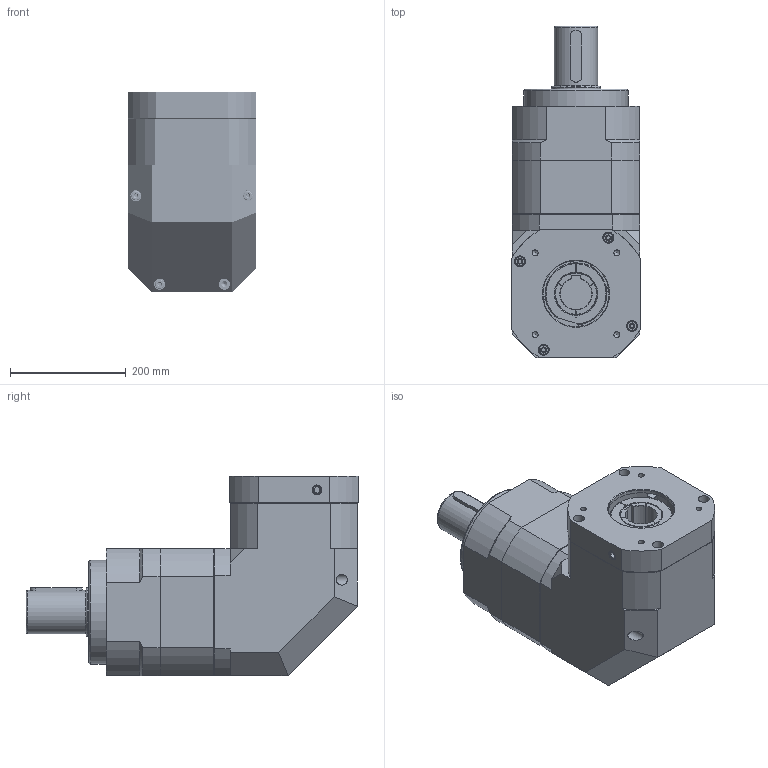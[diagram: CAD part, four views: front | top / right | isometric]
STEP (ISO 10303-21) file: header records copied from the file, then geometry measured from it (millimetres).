
FILE_DESCRIPTION((''),'2;1');
FILE_NAME('KSEL-220A-2.stp','2014-04-21T14:53:54',('young'),(''),'Autodesk Inventor 2012','Autodesk Inventor 2012','');
FILE_SCHEMA(('AUTOMOTIVE_DESIGN { 1 0 10303 214 1 1 1 1 }'));
Length unit declared in the file: millimetre
Products named in the file (3): KSEL-220A-2; 220A-2-Angle; KSE-220-1-Body
Assembly tree (2 placements, depth 2):
  KSEL-220A-2
    220A-2-Angle
    KSE-220-1-Body
Bounding box: 222 x 574.6 x 345 mm (x, y, z)
Volume: 15916549.6 mm3; surface area: 1231948 mm2
Topology: 19 solids, 19 shells, 789 faces, 2362 edges, 1658 vertices
Faces by surface type: plane 337, cylinder 311, cone 97, bspline 27, torus 17
Full cylindrical faces by diameter (mm): 7 x4, 8.6 x1, 10 x154, 10.2 x12, 11 x1, 12 x25, 13 x12, 13.835 x1, 14 x4, 14.275 x2, 14.5 x2, 16 x4, 18 x5, 19 x8, 60 x1, 66 x1, 70 x1, 72 x1, 72.2 x1, 74.8 x1, 75 x1, 85 x1, 88 x1, 90 x3, 104.992 x1, 114.3 x1, 142 x2, 155 x1, 179.34 x1, 180 x2
Entity records: 60796 total; most frequent: CARTESIAN_POINT 44327, ORIENTED_EDGE 3952, DIRECTION 2751, EDGE_CURVE 1976, VERTEX_POINT 1616, AXIS2_PLACEMENT_3D 1047, EDGE_LOOP 886, VECTOR 657
